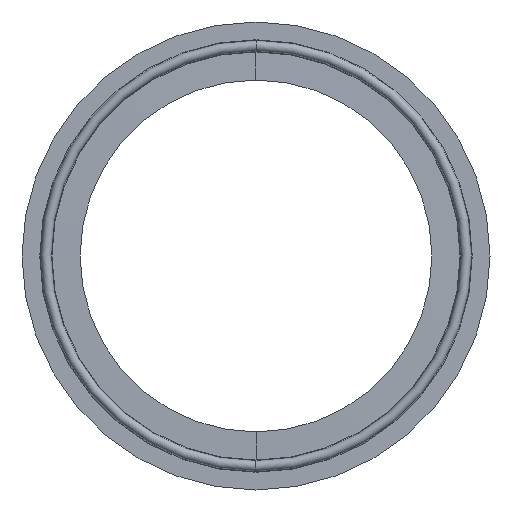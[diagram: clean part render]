
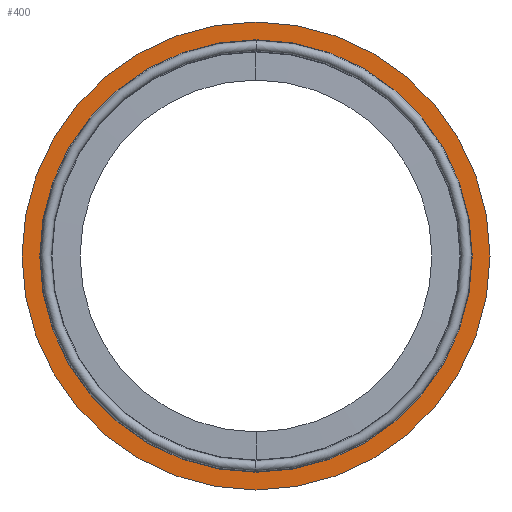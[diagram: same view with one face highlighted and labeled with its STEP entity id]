
A CAD part, left-side view. The second image highlights one B-rep face of the part: STEP entity #400.
In plain terms, the highlighted planar face has unit normal (-1, 0, 0).
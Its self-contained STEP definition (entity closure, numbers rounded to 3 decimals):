
#1 = CARTESIAN_POINT ( 'NONE',  ( -0.9, 49.7, 0. ) ) ;
#5 = FACE_BOUND ( 'NONE', #759, .T. ) ;
#40 = CARTESIAN_POINT ( 'NONE',  ( -0.9, 0., 0. ) ) ;
#80 = DIRECTION ( 'NONE',  ( 0., 0., 1. ) ) ;
#91 = ORIENTED_EDGE ( 'NONE', *, *, #814, .T. ) ;
#155 = FACE_OUTER_BOUND ( 'NONE', #604, .T. ) ;
#207 = DIRECTION ( 'NONE',  ( 0., 0., -1. ) ) ;
#214 = PLANE ( 'NONE',  #595 ) ;
#215 = ORIENTED_EDGE ( 'NONE', *, *, #453, .T. ) ;
#243 = CIRCLE ( 'NONE', #751, 49.9 ) ;
#247 = CIRCLE ( 'NONE', #761, 49.9 ) ;
#250 = DIRECTION ( 'NONE',  ( 1., 0., 0. ) ) ;
#268 = AXIS2_PLACEMENT_3D ( 'NONE', #843, #426, #80 ) ;
#290 = VERTEX_POINT ( 'NONE', #682 ) ;
#320 = CIRCLE ( 'NONE', #797, 54. ) ;
#341 = CARTESIAN_POINT ( 'NONE',  ( -0.9, 0., -49.9 ) ) ;
#378 = VERTEX_POINT ( 'NONE', #467 ) ;
#385 = CARTESIAN_POINT ( 'NONE',  ( -0.9, 0., 54. ) ) ;
#391 = DIRECTION ( 'NONE',  ( -1., 0., 0. ) ) ;
#399 = DIRECTION ( 'NONE',  ( 0., 0., 1. ) ) ;
#400 = ADVANCED_FACE ( 'NONE', ( #5, #155 ), #214, .F. ) ;
#426 = DIRECTION ( 'NONE',  ( -1., 0., 0. ) ) ;
#453 = EDGE_CURVE ( 'NONE', #378, #501, #243, .T. ) ;
#465 = CARTESIAN_POINT ( 'NONE',  ( -0.9, 0., 0. ) ) ;
#467 = CARTESIAN_POINT ( 'NONE',  ( -0.9, 0., 49.9 ) ) ;
#501 = VERTEX_POINT ( 'NONE', #341 ) ;
#565 = DIRECTION ( 'NONE',  ( 1., 0., 0. ) ) ;
#595 = AXIS2_PLACEMENT_3D ( 'NONE', #1, #565, #207 ) ;
#604 = EDGE_LOOP ( 'NONE', ( #780, #686 ) ) ;
#634 = CARTESIAN_POINT ( 'NONE',  ( -0.9, 0., 0. ) ) ;
#651 = EDGE_CURVE ( 'NONE', #290, #755, #896, .T. ) ;
#682 = CARTESIAN_POINT ( 'NONE',  ( -0.9, 0., -54. ) ) ;
#686 = ORIENTED_EDGE ( 'NONE', *, *, #651, .T. ) ;
#748 = DIRECTION ( 'NONE',  ( 0., 0., -1. ) ) ;
#751 = AXIS2_PLACEMENT_3D ( 'NONE', #634, #830, #771 ) ;
#755 = VERTEX_POINT ( 'NONE', #385 ) ;
#759 = EDGE_LOOP ( 'NONE', ( #91, #215 ) ) ;
#761 = AXIS2_PLACEMENT_3D ( 'NONE', #465, #250, #748 ) ;
#771 = DIRECTION ( 'NONE',  ( 0., 0., -1. ) ) ;
#780 = ORIENTED_EDGE ( 'NONE', *, *, #801, .T. ) ;
#797 = AXIS2_PLACEMENT_3D ( 'NONE', #40, #391, #399 ) ;
#801 = EDGE_CURVE ( 'NONE', #755, #290, #320, .T. ) ;
#814 = EDGE_CURVE ( 'NONE', #501, #378, #247, .T. ) ;
#830 = DIRECTION ( 'NONE',  ( 1., 0., 0. ) ) ;
#843 = CARTESIAN_POINT ( 'NONE',  ( -0.9, 0., 0. ) ) ;
#896 = CIRCLE ( 'NONE', #268, 54. ) ;
